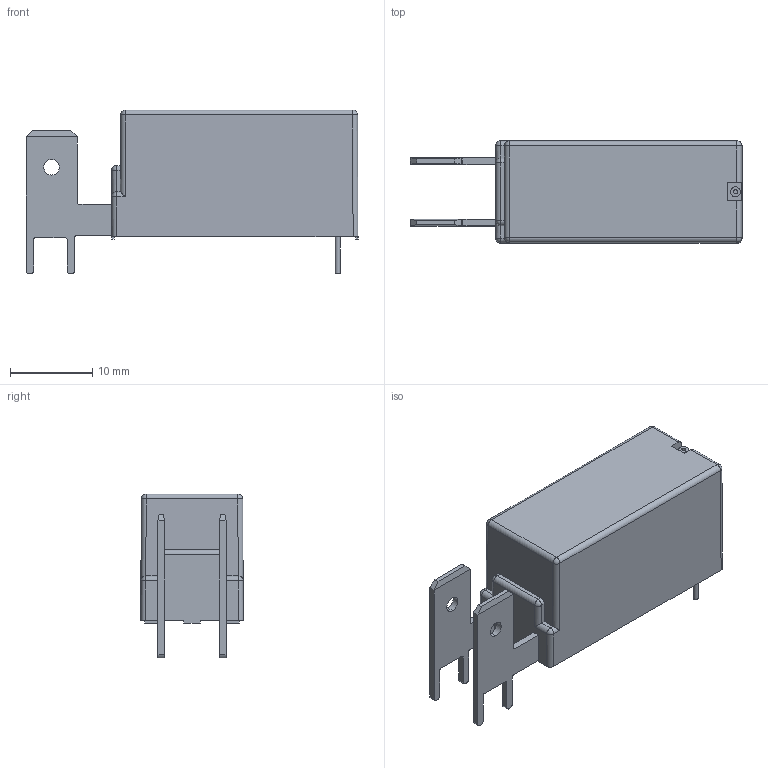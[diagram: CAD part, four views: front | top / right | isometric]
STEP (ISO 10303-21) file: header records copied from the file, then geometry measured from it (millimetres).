
FILE_DESCRIPTION (( 'STEP AP214' ), '1' );
FILE_NAME ('RM85 faston V.STEP', '2014-09-10T05:50:32', ( '' ), ( '' ), 'SwSTEP 2.0', 'SolidWorks 2012', '' );
FILE_SCHEMA (( 'AUTOMOTIVE_DESIGN' ));
Length unit declared in the file: millimetre
Products named in the file (1): RM85 faston V
Bounding box: 40.46 x 12.48 x 19.98 mm (x, y, z)
Volume: 5688.6 mm3; surface area: 3050 mm2
Topology: 1 solids, 3 shells, 242 faces, 627 edges, 394 vertices
Faces by surface type: plane 152, cylinder 70, sphere 12, cone 4, bspline 4
Entity records: 8047 total; most frequent: CARTESIAN_POINT 1498, ORIENTED_EDGE 1250, DIRECTION 1171, EDGE_CURVE 625, LINE 445, VECTOR 445, VERTEX_POINT 394, AXIS2_PLACEMENT_3D 363
